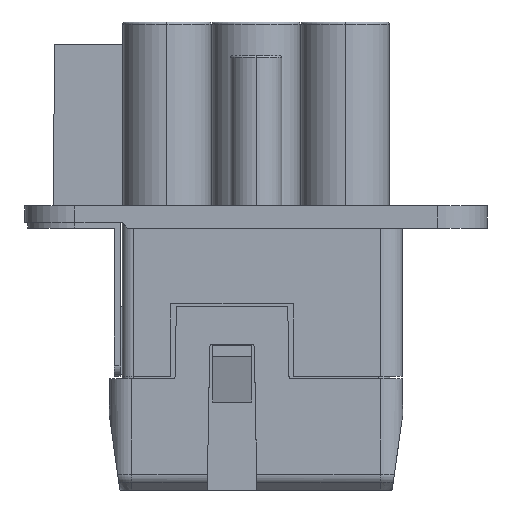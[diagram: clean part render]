
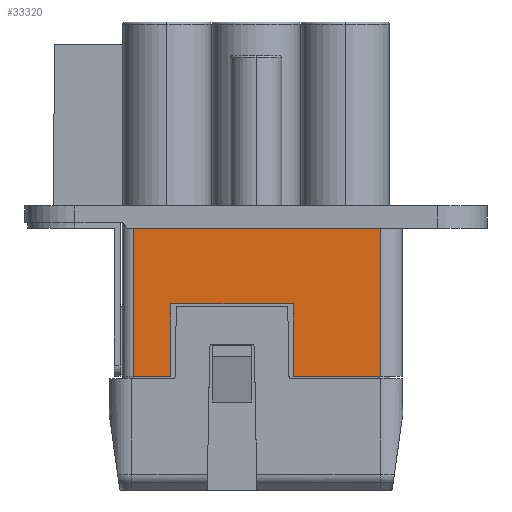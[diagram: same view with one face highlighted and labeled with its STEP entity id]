
A CAD part, left-side view. The second image highlights one B-rep face of the part: STEP entity #33320.
In plain terms, the highlighted planar face has unit normal (-1, 0, 0).
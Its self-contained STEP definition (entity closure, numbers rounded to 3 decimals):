
#31550=CARTESIAN_POINT('',(28.814,54.925,-2.));
#31560=VERTEX_POINT('',#31550);
#31590=CARTESIAN_POINT('',(28.814,64.141,-2.));
#31600=DIRECTION('',(0.,-1.,0.));
#31610=VECTOR('',#31600,1.);
#31620=LINE('',#31590,#31610);
#31630=CARTESIAN_POINT('',(28.814,77.075,-2.));
#31640=VERTEX_POINT('',#31630);
#31650=EDGE_CURVE('',#31640,#31560,#31620,.T.);
#32700=CARTESIAN_POINT('',(28.814,57.053,-10.87)
);
#32710=DIRECTION('',(-1.,0.,0.));
#32720=DIRECTION('',(0.,-1.,0.));
#32730=AXIS2_PLACEMENT_3D('',#32700,#32710,#32720);
#32740=PLANE('',#32730);
#32750=CARTESIAN_POINT('',(28.814,64.141,-15.3));
#32760=DIRECTION('',(0.,1.,0.));
#32770=VECTOR('',#32760,1.);
#32780=LINE('',#32750,#32770);
#32790=CARTESIAN_POINT('',(28.814,54.925,-15.3));
#32800=VERTEX_POINT('',#32790);
#32810=CARTESIAN_POINT('',(28.814,62.725,-15.3));
#32820=VERTEX_POINT('',#32810);
#32830=EDGE_CURVE('',#32800,#32820,#32780,.T.);
#32840=ORIENTED_EDGE('',*,*,#32830,.F.);
#32850=CARTESIAN_POINT('',(28.814,62.725,0.));
#32860=DIRECTION('',(0.,0.,1.));
#32870=VECTOR('',#32860,1.);
#32880=LINE('',#32850,#32870);
#32890=CARTESIAN_POINT('',(28.814,62.725,-8.8));
#32900=VERTEX_POINT('',#32890);
#32910=EDGE_CURVE('',#32820,#32900,#32880,.T.);
#32920=ORIENTED_EDGE('',*,*,#32910,.F.);
#32930=CARTESIAN_POINT('',(28.814,64.141,-8.8));
#32940=DIRECTION('',(0.,1.,0.));
#32950=VECTOR('',#32940,1.);
#32960=LINE('',#32930,#32950);
#32970=CARTESIAN_POINT('',(28.814,73.725,-8.8));
#32980=VERTEX_POINT('',#32970);
#32990=EDGE_CURVE('',#32900,#32980,#32960,.T.);
#33000=ORIENTED_EDGE('',*,*,#32990,.F.);
#33010=CARTESIAN_POINT('',(28.814,73.725,0.));
#33020=DIRECTION('',(0.,0.,-1.));
#33030=VECTOR('',#33020,1.);
#33040=LINE('',#33010,#33030);
#33050=CARTESIAN_POINT('',(28.814,73.725,-15.3));
#33060=VERTEX_POINT('',#33050);
#33070=EDGE_CURVE('',#32980,#33060,#33040,.T.);
#33080=ORIENTED_EDGE('',*,*,#33070,.F.);
#33090=CARTESIAN_POINT('',(28.814,64.141,-15.3));
#33100=DIRECTION('',(0.,1.,0.));
#33110=VECTOR('',#33100,1.);
#33120=LINE('',#33090,#33110);
#33130=CARTESIAN_POINT('',(28.814,77.075,-15.3));
#33140=VERTEX_POINT('',#33130);
#33150=EDGE_CURVE('',#33060,#33140,#33120,.T.);
#33160=ORIENTED_EDGE('',*,*,#33150,.F.);
#33170=CARTESIAN_POINT('',(28.814,77.075,0.));
#33180=DIRECTION('',(0.,0.,1.));
#33190=VECTOR('',#33180,1.);
#33200=LINE('',#33170,#33190);
#33210=EDGE_CURVE('',#33140,#31640,#33200,.T.);
#33220=ORIENTED_EDGE('',*,*,#33210,.F.);
#33230=ORIENTED_EDGE('',*,*,#31650,.F.);
#33240=CARTESIAN_POINT('',(28.814,54.925,0.));
#33250=DIRECTION('',(0.,0.,1.));
#33260=VECTOR('',#33250,1.);
#33270=LINE('',#33240,#33260);
#33280=EDGE_CURVE('',#32800,#31560,#33270,.T.);
#33290=ORIENTED_EDGE('',*,*,#33280,.T.);
#33300=EDGE_LOOP('',(#33290,#33230,#33220,#33160,#33080,#33000,#32920,
#32840));
#33310=FACE_OUTER_BOUND('',#33300,.T.);
#33320=ADVANCED_FACE('',(#33310),#32740,.T.);
